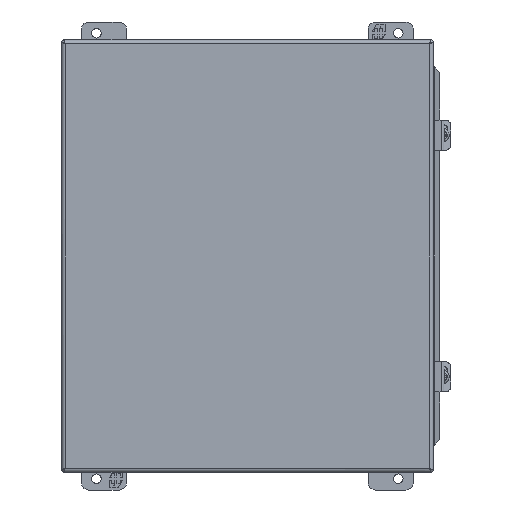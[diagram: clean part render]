
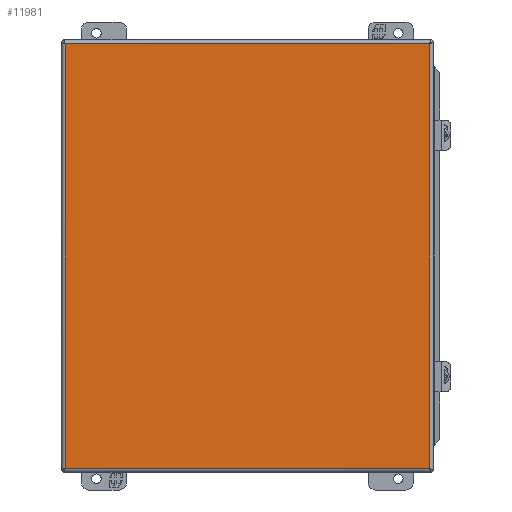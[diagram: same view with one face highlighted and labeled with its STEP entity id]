
A CAD part, front view. The second image highlights one B-rep face of the part: STEP entity #11981.
In plain terms, the highlighted planar face has unit normal (0, -1, 0).
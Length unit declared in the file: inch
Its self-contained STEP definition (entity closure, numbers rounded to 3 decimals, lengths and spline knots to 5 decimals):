
#292 = EDGE_CURVE ( 'NONE', #11397, #13504, #25998, .T. ) ;
#596 = CARTESIAN_POINT ( 'NONE',  ( 0., -6.19685, 0. ) ) ;
#1073 = CARTESIAN_POINT ( 'NONE',  ( -6.15591, -6.19685, 7.0378 ) ) ;
#1832 = CARTESIAN_POINT ( 'NONE',  ( -6.0378, -6.19685, 7.0378 ) ) ;
#4116 = EDGE_CURVE ( 'NONE', #13504, #15136, #32956, .T. ) ;
#4987 = DIRECTION ( 'NONE',  ( 1., 0., 0. ) ) ;
#7394 = DIRECTION ( 'NONE',  ( 0., 0., 1. ) ) ;
#7539 = ORIENTED_EDGE ( 'NONE', *, *, #17625, .T. ) ;
#7549 = EDGE_LOOP ( 'NONE', ( #31508, #7539, #25821, #8231 ) ) ;
#8231 = ORIENTED_EDGE ( 'NONE', *, *, #292, .T. ) ;
#9222 = PLANE ( 'NONE',  #19043 ) ;
#9592 = DIRECTION ( 'NONE',  ( 0., -1., 0. ) ) ;
#9974 = DIRECTION ( 'NONE',  ( 0., 0., -1. ) ) ;
#10887 = VERTEX_POINT ( 'NONE', #26225 ) ;
#11397 = VERTEX_POINT ( 'NONE', #23588 ) ;
#11981 = ADVANCED_FACE ( 'NONE', ( #36398 ), #9222, .T. ) ;
#12516 = LINE ( 'NONE', #16168, #15601 ) ;
#13504 = VERTEX_POINT ( 'NONE', #1832 ) ;
#15136 = VERTEX_POINT ( 'NONE', #25626 ) ;
#15601 = VECTOR ( 'NONE', #4987, 39.37008 ) ;
#16168 = CARTESIAN_POINT ( 'NONE',  ( 6.15591, -6.19685, -7.0378 ) ) ;
#17625 = EDGE_CURVE ( 'NONE', #15136, #10887, #12516, .T. ) ;
#19043 = AXIS2_PLACEMENT_3D ( 'NONE', #596, #9592, #23344 ) ;
#20212 = VECTOR ( 'NONE', #7394, 39.37008 ) ;
#23344 = DIRECTION ( 'NONE',  ( 0., 0., -1. ) ) ;
#23588 = CARTESIAN_POINT ( 'NONE',  ( 6.0378, -6.19685, 7.0378 ) ) ;
#24259 = CARTESIAN_POINT ( 'NONE',  ( 6.0378, -6.19685, 7.15591 ) ) ;
#25626 = CARTESIAN_POINT ( 'NONE',  ( -6.0378, -6.19685, -7.0378 ) ) ;
#25821 = ORIENTED_EDGE ( 'NONE', *, *, #28688, .T. ) ;
#25933 = LINE ( 'NONE', #24259, #20212 ) ;
#25998 = LINE ( 'NONE', #1073, #27793 ) ;
#26225 = CARTESIAN_POINT ( 'NONE',  ( 6.0378, -6.19685, -7.0378 ) ) ;
#26942 = CARTESIAN_POINT ( 'NONE',  ( -6.0378, -6.19685, -7.15591 ) ) ;
#27793 = VECTOR ( 'NONE', #35372, 39.37008 ) ;
#28688 = EDGE_CURVE ( 'NONE', #10887, #11397, #25933, .T. ) ;
#31508 = ORIENTED_EDGE ( 'NONE', *, *, #4116, .T. ) ;
#32056 = VECTOR ( 'NONE', #9974, 39.37008 ) ;
#32956 = LINE ( 'NONE', #26942, #32056 ) ;
#35372 = DIRECTION ( 'NONE',  ( -1., 0., 0. ) ) ;
#36398 = FACE_OUTER_BOUND ( 'NONE', #7549, .T. ) ;
